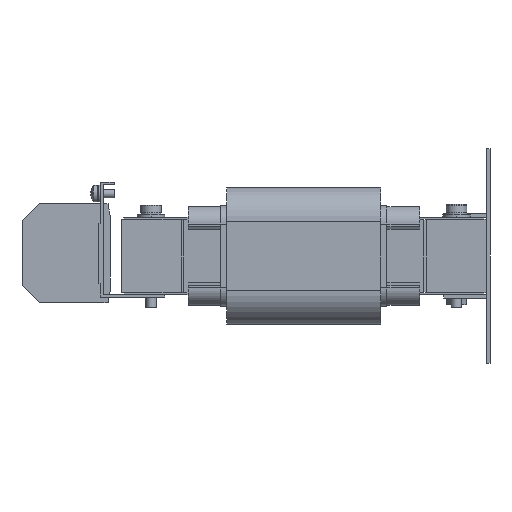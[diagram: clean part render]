
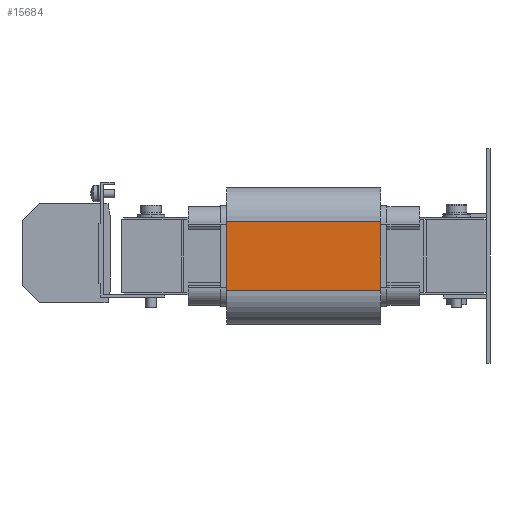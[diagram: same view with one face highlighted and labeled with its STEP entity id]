
A CAD part, left-side view. The second image highlights one B-rep face of the part: STEP entity #15684.
In plain terms, the highlighted planar face has unit normal (-1, 0, 0).
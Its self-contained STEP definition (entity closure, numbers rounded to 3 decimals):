
#79 = CARTESIAN_POINT ( 'NONE',  ( -103., -45., 20. ) ) ;
#1498 = LINE ( 'NONE', #23374, #25751 ) ;
#2956 = AXIS2_PLACEMENT_3D ( 'NONE', #29744, #20583, #27698 ) ;
#3223 = CARTESIAN_POINT ( 'NONE',  ( -103., 45., -20. ) ) ;
#3465 = LINE ( 'NONE', #27285, #24746 ) ;
#4099 = PLANE ( 'NONE',  #2956 ) ;
#6677 = CARTESIAN_POINT ( 'NONE',  ( -103., -45., -20. ) ) ;
#7879 = ORIENTED_EDGE ( 'NONE', *, *, #10198, .T. ) ;
#9853 = VERTEX_POINT ( 'NONE', #79 ) ;
#10198 = EDGE_CURVE ( 'Defeature ausgef�hrt3_412+Defeature ausgef�hrt3_413+Defeature ausgef�hrt3_415+Defeature ausgef�hrt3_414', #12254, #25763, #3465, .T. ) ;
#10481 = ORIENTED_EDGE ( 'NONE', *, *, #28180, .F. ) ;
#11377 = CARTESIAN_POINT ( 'NONE',  ( -103., 45., 20. ) ) ;
#12254 = VERTEX_POINT ( 'NONE', #21760 ) ;
#12995 = DIRECTION ( 'NONE',  ( 0., -1., 0. ) ) ;
#13790 = ORIENTED_EDGE ( 'NONE', *, *, #21813, .T. ) ;
#15684 = ADVANCED_FACE ( 'Defeature ausgef�hrt3_412', ( #27807 ), #4099, .F. ) ;
#16390 = LINE ( 'NONE', #3223, #24831 ) ;
#18923 = VECTOR ( 'NONE', #28085, 1000. ) ;
#19467 = DIRECTION ( 'NONE',  ( 0., 0., 1. ) ) ;
#20583 = DIRECTION ( 'NONE',  ( 1., 0., 0. ) ) ;
#21149 = LINE ( 'NONE', #6677, #18923 ) ;
#21760 = CARTESIAN_POINT ( 'NONE',  ( -103., 45., -20. ) ) ;
#21813 = EDGE_CURVE ( 'Defeature ausgef�hrt3_412+Defeature ausgef�hrt3_414+Defeature ausgef�hrt3_413+Defeature ausgef�hrt3_411', #25763, #9853, #21149, .T. ) ;
#23374 = CARTESIAN_POINT ( 'NONE',  ( -103., 45., 20. ) ) ;
#24528 = VERTEX_POINT ( 'NONE', #11377 ) ;
#24746 = VECTOR ( 'NONE', #12995, 1000. ) ;
#24831 = VECTOR ( 'NONE', #19467, 1000. ) ;
#25751 = VECTOR ( 'NONE', #30212, 1000. ) ;
#25763 = VERTEX_POINT ( 'NONE', #25897 ) ;
#25897 = CARTESIAN_POINT ( 'NONE',  ( -103., -45., -20. ) ) ;
#27285 = CARTESIAN_POINT ( 'NONE',  ( -103., 45., -20. ) ) ;
#27698 = DIRECTION ( 'NONE',  ( 0., 0., -1. ) ) ;
#27807 = FACE_OUTER_BOUND ( 'NONE', #28808, .T. ) ;
#28085 = DIRECTION ( 'NONE',  ( 0., 0., 1. ) ) ;
#28180 = EDGE_CURVE ( 'Defeature ausgef�hrt3_415+Defeature ausgef�hrt3_412+Defeature ausgef�hrt3_413+Defeature ausgef�hrt3_411', #12254, #24528, #16390, .T. ) ;
#28808 = EDGE_LOOP ( 'NONE', ( #13790, #29240, #10481, #7879 ) ) ;
#29240 = ORIENTED_EDGE ( 'NONE', *, *, #30152, .F. ) ;
#29744 = CARTESIAN_POINT ( 'NONE',  ( -103., 45., -20. ) ) ;
#30152 = EDGE_CURVE ( 'Defeature ausgef�hrt3_411+Defeature ausgef�hrt3_412+Defeature ausgef�hrt3_415+Defeature ausgef�hrt3_414', #24528, #9853, #1498, .T. ) ;
#30212 = DIRECTION ( 'NONE',  ( 0., -1., 0. ) ) ;
